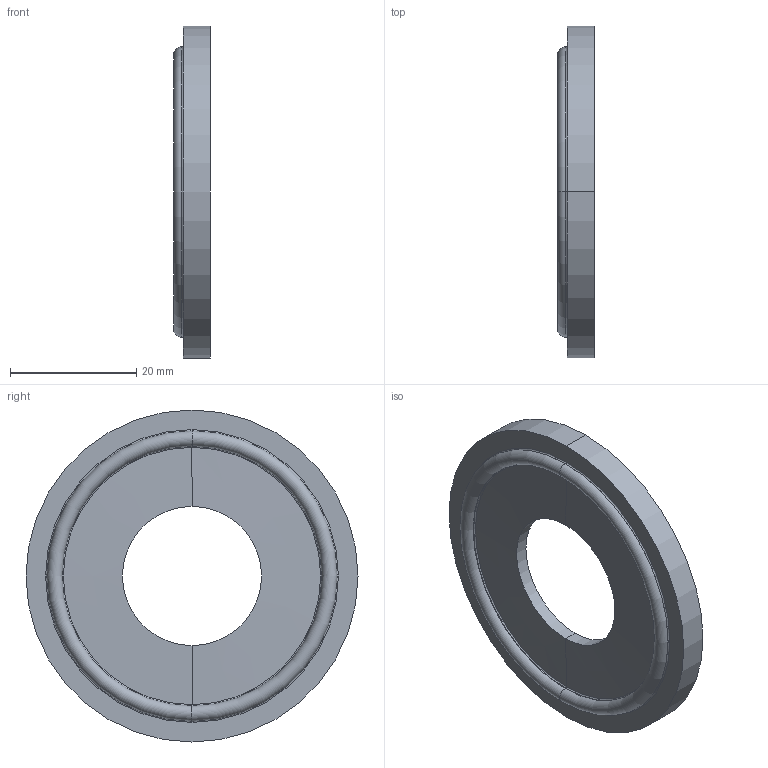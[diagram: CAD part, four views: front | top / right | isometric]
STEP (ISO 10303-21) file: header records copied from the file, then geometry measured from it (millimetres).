
FILE_DESCRIPTION (( 'STEP AP214' ), '1' );
FILE_NAME ('GK.IS22.M025.PS.STEP', '2020-03-26T11:43:31', ( '' ), ( '' ), 'SwSTEP 2.0', 'SolidWorks 2019', '' );
FILE_SCHEMA (( 'AUTOMOTIVE_DESIGN' ));
Length unit declared in the file: millimetre
Products named in the file (1): GK.IS22.M025.PS
Bounding box: 5.8 x 52.5 x 52.5 mm (x, y, z)
Volume: 4547.1 mm3; surface area: 5316.9 mm2
Topology: 1 solids, 1 shells, 33 faces, 66 edges, 36 vertices
Faces by surface type: torus 16, cylinder 10, cone 4, plane 3
Entity records: 898 total; most frequent: DIRECTION 186, CARTESIAN_POINT 136, ORIENTED_EDGE 132, AXIS2_PLACEMENT_3D 86, EDGE_CURVE 66, CIRCLE 52, EDGE_LOOP 36, VERTEX_POINT 36
